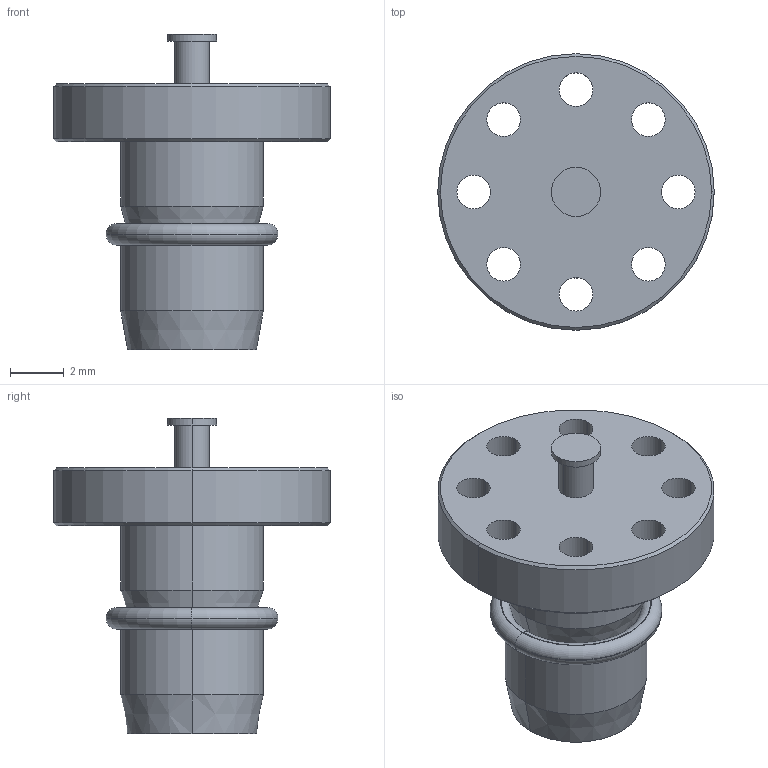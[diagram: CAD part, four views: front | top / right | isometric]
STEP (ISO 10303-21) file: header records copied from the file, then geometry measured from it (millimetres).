
FILE_DESCRIPTION (( 'STEP AP203' ), '1' );
FILE_NAME ('R128.545.011A.STEP', '2014-02-19T08:44:09', ( 'adminradiall' ), ( 'Microsoft' ), 'SwSTEP 2.0', 'SolidWorks 2011', '' );
FILE_SCHEMA (( 'CONFIG_CONTROL_DESIGN' ));
Length unit declared in the file: millimetre
Products named in the file (1): R128.545.011A
Bounding box: 10.3 x 10.3 x 11.75 mm (x, y, z)
Volume: 290.4 mm3; surface area: 512.6 mm2
Topology: 1 solids, 1 shells, 67 faces, 148 edges, 92 vertices
Faces by surface type: cylinder 38, plane 11, cone 10, torus 8
Entity records: 1991 total; most frequent: DIRECTION 384, CARTESIAN_POINT 308, ORIENTED_EDGE 296, AXIS2_PLACEMENT_3D 168, EDGE_CURVE 148, CIRCLE 100, VERTEX_POINT 92, EDGE_LOOP 92
